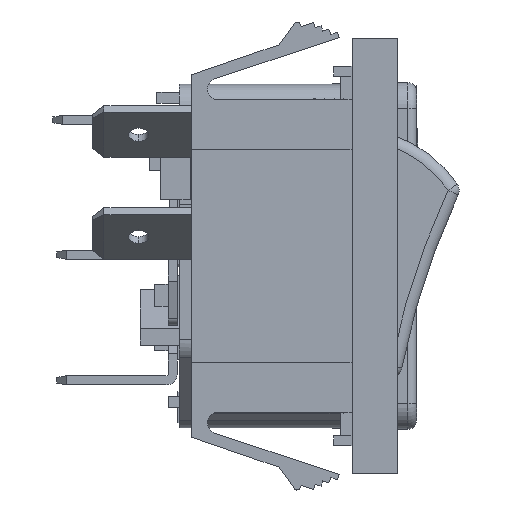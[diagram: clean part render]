
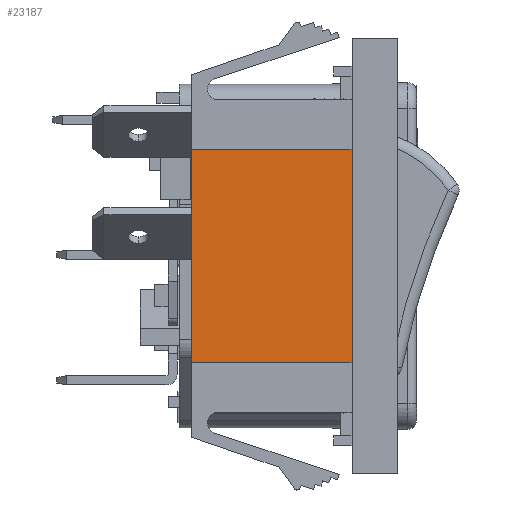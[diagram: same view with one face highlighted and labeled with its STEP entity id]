
A CAD part, front view. The second image highlights one B-rep face of the part: STEP entity #23187.
In plain terms, the highlighted planar face has unit normal (0, -1, 0).
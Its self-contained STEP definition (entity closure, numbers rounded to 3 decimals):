
#3496 = DIRECTION ( 'NONE',  ( 0., 0., -1. ) ) ;
#5744 = ORIENTED_EDGE ( 'NONE', *, *, #9322, .T. ) ;
#6322 = DIRECTION ( 'NONE',  ( 1., 0., 0. ) ) ;
#6681 = VECTOR ( 'NONE', #20578, 1000. ) ;
#7402 = VERTEX_POINT ( 'NONE', #12569 ) ;
#9163 = CARTESIAN_POINT ( 'NONE',  ( -14.402, -35.23, -9.525 ) ) ;
#9322 = EDGE_CURVE ( 'NONE', #7402, #12874, #41964, .T. ) ;
#10756 = VERTEX_POINT ( 'NONE', #16182 ) ;
#10948 = FACE_OUTER_BOUND ( 'NONE', #29784, .T. ) ;
#12569 = CARTESIAN_POINT ( 'NONE',  ( -14.402, -35.23, 9.525 ) ) ;
#12874 = VERTEX_POINT ( 'NONE', #9163 ) ;
#16182 = CARTESIAN_POINT ( 'NONE',  ( 0., -35.23, 9.525 ) ) ;
#19958 = CARTESIAN_POINT ( 'NONE',  ( 0., -35.23, 9.525 ) ) ;
#20578 = DIRECTION ( 'NONE',  ( -1., 0., 0. ) ) ;
#22876 = VECTOR ( 'NONE', #37599, 1000. ) ;
#23187 = ADVANCED_FACE ( 'NONE', ( #10948 ), #28159, .F. ) ;
#23529 = DIRECTION ( 'NONE',  ( 0., 1., 0. ) ) ;
#24634 = VERTEX_POINT ( 'NONE', #30841 ) ;
#28159 = PLANE ( 'NONE',  #35449 ) ;
#29752 = EDGE_CURVE ( 'NONE', #10756, #7402, #50161, .T. ) ;
#29756 = EDGE_CURVE ( 'NONE', #10756, #24634, #40908, .T. ) ;
#29784 = EDGE_LOOP ( 'NONE', ( #52751, #5744, #41969, #50081 ) ) ;
#30841 = CARTESIAN_POINT ( 'NONE',  ( 0., -35.23, -9.525 ) ) ;
#32440 = DIRECTION ( 'NONE',  ( -1., 0., 0. ) ) ;
#33735 = CARTESIAN_POINT ( 'NONE',  ( -14.402, -35.23, 9.525 ) ) ;
#35449 = AXIS2_PLACEMENT_3D ( 'NONE', #19958, #23529, #6322 ) ;
#37599 = DIRECTION ( 'NONE',  ( 0., 0., -1. ) ) ;
#37881 = CARTESIAN_POINT ( 'NONE',  ( 0., -35.23, 9.525 ) ) ;
#39085 = VECTOR ( 'NONE', #32440, 1000. ) ;
#40849 = VECTOR ( 'NONE', #3496, 1000. ) ;
#40908 = LINE ( 'NONE', #53458, #40849 ) ;
#41964 = LINE ( 'NONE', #33735, #22876 ) ;
#41969 = ORIENTED_EDGE ( 'NONE', *, *, #44898, .F. ) ;
#44898 = EDGE_CURVE ( 'NONE', #24634, #12874, #46791, .T. ) ;
#46791 = LINE ( 'NONE', #49842, #6681 ) ;
#49842 = CARTESIAN_POINT ( 'NONE',  ( 0., -35.23, -9.525 ) ) ;
#50081 = ORIENTED_EDGE ( 'NONE', *, *, #29756, .F. ) ;
#50161 = LINE ( 'NONE', #37881, #39085 ) ;
#52751 = ORIENTED_EDGE ( 'NONE', *, *, #29752, .T. ) ;
#53458 = CARTESIAN_POINT ( 'NONE',  ( 0., -35.23, 9.525 ) ) ;
